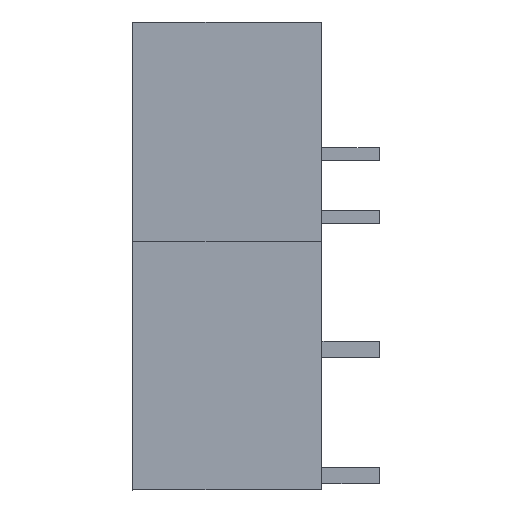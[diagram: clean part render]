
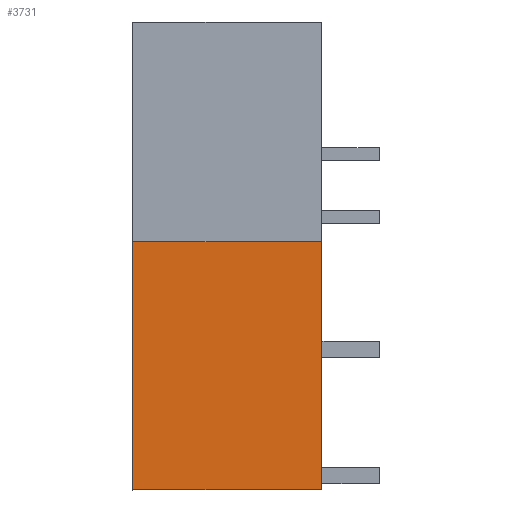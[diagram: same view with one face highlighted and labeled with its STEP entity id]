
A CAD part, left-side view. The second image highlights one B-rep face of the part: STEP entity #3731.
In plain terms, the highlighted planar face has unit normal (-1, 0, 0).
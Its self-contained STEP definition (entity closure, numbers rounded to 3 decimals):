
#3718=AXIS2_PLACEMENT_3D('Plane Axis2P3D',#3715,#3716,#3717) ;
#368=CARTESIAN_POINT('Vertex',(8.59,3.5,15.)) ;
#371=CARTESIAN_POINT('Line Origine',(8.59,3.5,7.5)) ;
#375=CARTESIAN_POINT('Vertex',(8.59,3.5,0.)) ;
#1524=CARTESIAN_POINT('Vertex',(8.59,14.9,0.)) ;
#1527=CARTESIAN_POINT('Line Origine',(8.59,14.9,7.5)) ;
#1531=CARTESIAN_POINT('Vertex',(8.59,14.9,15.)) ;
#3671=CARTESIAN_POINT('Line Origine',(8.59,9.2,15.)) ;
#3715=CARTESIAN_POINT('Axis2P3D Location',(8.59,3.6,12.5)) ;
#3720=CARTESIAN_POINT('Line Origine',(8.59,9.2,0.)) ;
#372=DIRECTION('Vector Direction',(0.,0.,-1.)) ;
#1528=DIRECTION('Vector Direction',(0.,0.,-1.)) ;
#3672=DIRECTION('Vector Direction',(0.,1.,0.)) ;
#3716=DIRECTION('Axis2P3D Direction',(1.,0.,0.)) ;
#3717=DIRECTION('Axis2P3D XDirection',(0.,1.,0.)) ;
#3721=DIRECTION('Vector Direction',(0.,1.,0.)) ;
#373=VECTOR('Line Direction',#372,1.) ;
#1529=VECTOR('Line Direction',#1528,1.) ;
#3673=VECTOR('Line Direction',#3672,1.) ;
#3722=VECTOR('Line Direction',#3721,1.) ;
#3726=ORIENTED_EDGE('',*,*,#3724,.F.) ;
#3727=ORIENTED_EDGE('',*,*,#377,.F.) ;
#3728=ORIENTED_EDGE('',*,*,#3675,.T.) ;
#3729=ORIENTED_EDGE('',*,*,#1533,.T.) ;
#3731=ADVANCED_FACE('HOUSING',(#3730),#3719,.F.) ;
#377=EDGE_CURVE('',#369,#376,#374,.T.) ;
#1533=EDGE_CURVE('',#1532,#1525,#1530,.T.) ;
#3675=EDGE_CURVE('',#369,#1532,#3674,.T.) ;
#3724=EDGE_CURVE('',#376,#1525,#3723,.T.) ;
#3725=EDGE_LOOP('',(#3726,#3727,#3728,#3729)) ;
#3730=FACE_OUTER_BOUND('',#3725,.T.) ;
#374=LINE('Line',#371,#373) ;
#1530=LINE('Line',#1527,#1529) ;
#3674=LINE('Line',#3671,#3673) ;
#3723=LINE('Line',#3720,#3722) ;
#3719=PLANE('',#3718) ;
#369=VERTEX_POINT('',#368) ;
#376=VERTEX_POINT('',#375) ;
#1525=VERTEX_POINT('',#1524) ;
#1532=VERTEX_POINT('',#1531) ;
